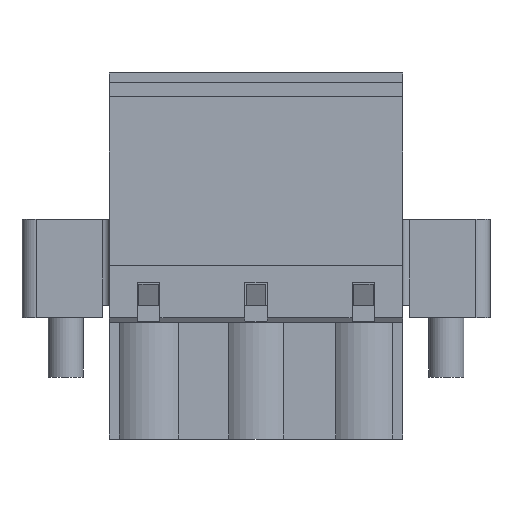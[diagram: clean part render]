
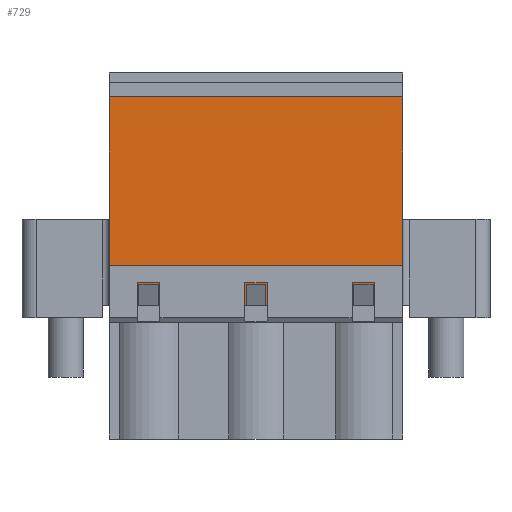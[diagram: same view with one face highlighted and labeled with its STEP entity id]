
A CAD part, front view. The second image highlights one B-rep face of the part: STEP entity #729.
In plain terms, the highlighted planar face has unit normal (0, -1, 0).
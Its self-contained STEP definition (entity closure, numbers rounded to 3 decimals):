
#729 = ADVANCED_FACE( '', ( #1744 ), #1745, .T. );
#1744 = FACE_OUTER_BOUND( '', #3177, .T. );
#1745 = PLANE( '', #3178 );
#3177 = EDGE_LOOP( '', ( #4802, #4803, #4804, #4805, #4806, #4807, #4808, #4809, #4810, #4811, #4812, #4813, #4814, #4815, #4816, #4817 ) );
#3178 = AXIS2_PLACEMENT_3D( '', #4818, #4819, #4820 );
#4802 = ORIENTED_EDGE( '', *, *, #8880, .T. );
#4803 = ORIENTED_EDGE( '', *, *, #8811, .T. );
#4804 = ORIENTED_EDGE( '', *, *, #8881, .F. );
#4805 = ORIENTED_EDGE( '', *, *, #8882, .T. );
#4806 = ORIENTED_EDGE( '', *, *, #8883, .F. );
#4807 = ORIENTED_EDGE( '', *, *, #8884, .F. );
#4808 = ORIENTED_EDGE( '', *, *, #8885, .F. );
#4809 = ORIENTED_EDGE( '', *, *, #8886, .T. );
#4810 = ORIENTED_EDGE( '', *, *, #8887, .T. );
#4811 = ORIENTED_EDGE( '', *, *, #8888, .F. );
#4812 = ORIENTED_EDGE( '', *, *, #8889, .F. );
#4813 = ORIENTED_EDGE( '', *, *, #8890, .F. );
#4814 = ORIENTED_EDGE( '', *, *, #8891, .T. );
#4815 = ORIENTED_EDGE( '', *, *, #8892, .T. );
#4816 = ORIENTED_EDGE( '', *, *, #8893, .F. );
#4817 = ORIENTED_EDGE( '', *, *, #8894, .F. );
#4818 = CARTESIAN_POINT( '', ( 20.84, 0., 0. ) );
#4819 = DIRECTION( '', ( 0., -1., 0. ) );
#4820 = DIRECTION( '', ( 0., 0., -1. ) );
#8811 = EDGE_CURVE( '', #10572, #10573, #10574, .T. );
#8880 = EDGE_CURVE( '', #10696, #10572, #10697, .T. );
#8881 = EDGE_CURVE( '', #10698, #10573, #10699, .T. );
#8882 = EDGE_CURVE( '', #10698, #10700, #10701, .T. );
#8883 = EDGE_CURVE( '', #10702, #10700, #10703, .T. );
#8884 = EDGE_CURVE( '', #10704, #10702, #10705, .T. );
#8885 = EDGE_CURVE( '', #10706, #10704, #10707, .T. );
#8886 = EDGE_CURVE( '', #10706, #10708, #10709, .T. );
#8887 = EDGE_CURVE( '', #10708, #10710, #10711, .T. );
#8888 = EDGE_CURVE( '', #10712, #10710, #10713, .T. );
#8889 = EDGE_CURVE( '', #10714, #10712, #10715, .T. );
#8890 = EDGE_CURVE( '', #10716, #10714, #10717, .T. );
#8891 = EDGE_CURVE( '', #10716, #10718, #10719, .T. );
#8892 = EDGE_CURVE( '', #10718, #10720, #10721, .T. );
#8893 = EDGE_CURVE( '', #10722, #10720, #10723, .T. );
#8894 = EDGE_CURVE( '', #10696, #10722, #10724, .T. );
#10572 = VERTEX_POINT( '', #13124 );
#10573 = VERTEX_POINT( '', #13125 );
#10574 = LINE( '', #13126, #13127 );
#10696 = VERTEX_POINT( '', #13310 );
#10697 = LINE( '', #13311, #13312 );
#10698 = VERTEX_POINT( '', #13313 );
#10699 = LINE( '', #13314, #13315 );
#10700 = VERTEX_POINT( '', #13316 );
#10701 = LINE( '', #13317, #13318 );
#10702 = VERTEX_POINT( '', #13319 );
#10703 = LINE( '', #13320, #13321 );
#10704 = VERTEX_POINT( '', #13322 );
#10705 = LINE( '', #13323, #13324 );
#10706 = VERTEX_POINT( '', #13325 );
#10707 = LINE( '', #13326, #13327 );
#10708 = VERTEX_POINT( '', #13328 );
#10709 = LINE( '', #13329, #13330 );
#10710 = VERTEX_POINT( '', #13331 );
#10711 = LINE( '', #13332, #13333 );
#10712 = VERTEX_POINT( '', #13334 );
#10713 = LINE( '', #13335, #13336 );
#10714 = VERTEX_POINT( '', #13337 );
#10715 = LINE( '', #13338, #13339 );
#10716 = VERTEX_POINT( '', #13340 );
#10717 = LINE( '', #13341, #13342 );
#10718 = VERTEX_POINT( '', #13343 );
#10719 = LINE( '', #13344, #13345 );
#10720 = VERTEX_POINT( '', #13346 );
#10721 = LINE( '', #13347, #13348 );
#10722 = VERTEX_POINT( '', #13349 );
#10723 = LINE( '', #13350, #13351 );
#10724 = LINE( '', #13352, #13353 );
#13124 = CARTESIAN_POINT( '', ( 11.12, 0., 2.4 ) );
#13125 = CARTESIAN_POINT( '', ( 11.12, 0., 0.9 ) );
#13126 = CARTESIAN_POINT( '', ( 11.12, 0., 2.4 ) );
#13127 = VECTOR( '', #16452, 1000. );
#13310 = CARTESIAN_POINT( '', ( 9.72, 0., 2.4 ) );
#13311 = CARTESIAN_POINT( '', ( 9.72, 0., 2.4 ) );
#13312 = VECTOR( '', #16510, 1000. );
#13313 = CARTESIAN_POINT( '', ( 17.34, 0., 0.9 ) );
#13314 = CARTESIAN_POINT( '', ( 21.34, 0., 0.9 ) );
#13315 = VECTOR( '', #16511, 1000. );
#13316 = CARTESIAN_POINT( '', ( 17.34, 0., 2.4 ) );
#13317 = CARTESIAN_POINT( '', ( 17.34, 0., 0.9 ) );
#13318 = VECTOR( '', #16512, 1000. );
#13319 = CARTESIAN_POINT( '', ( 18.74, 0., 2.4 ) );
#13320 = CARTESIAN_POINT( '', ( 18.74, 0., 2.4 ) );
#13321 = VECTOR( '', #16513, 1000. );
#13322 = CARTESIAN_POINT( '', ( 18.74, 0., 0.9 ) );
#13323 = CARTESIAN_POINT( '', ( 18.74, 0., 0.9 ) );
#13324 = VECTOR( '', #16514, 1000. );
#13325 = CARTESIAN_POINT( '', ( 20.84, 0., 0.9 ) );
#13326 = CARTESIAN_POINT( '', ( 21.34, 0., 0.9 ) );
#13327 = VECTOR( '', #16515, 1000. );
#13328 = CARTESIAN_POINT( '', ( 20.84, 0., 15.7 ) );
#13329 = CARTESIAN_POINT( '', ( 20.84, 0., 0. ) );
#13330 = VECTOR( '', #16516, 1000. );
#13331 = CARTESIAN_POINT( '', ( 0., 0., 15.7 ) );
#13332 = CARTESIAN_POINT( '', ( 20.84, 0., 15.7 ) );
#13333 = VECTOR( '', #16517, 1000. );
#13334 = CARTESIAN_POINT( '', ( 0., 0., 0.9 ) );
#13335 = CARTESIAN_POINT( '', ( 0., 0., 0. ) );
#13336 = VECTOR( '', #16518, 1000. );
#13337 = CARTESIAN_POINT( '', ( 2.1, 0., 0.9 ) );
#13338 = CARTESIAN_POINT( '', ( 21.34, 0., 0.9 ) );
#13339 = VECTOR( '', #16519, 1000. );
#13340 = CARTESIAN_POINT( '', ( 2.1, 0., 2.4 ) );
#13341 = CARTESIAN_POINT( '', ( 2.1, 0., 2.4 ) );
#13342 = VECTOR( '', #16520, 1000. );
#13343 = CARTESIAN_POINT( '', ( 3.5, 0., 2.4 ) );
#13344 = CARTESIAN_POINT( '', ( 2.1, 0., 2.4 ) );
#13345 = VECTOR( '', #16521, 1000. );
#13346 = CARTESIAN_POINT( '', ( 3.5, 0., 0.9 ) );
#13347 = CARTESIAN_POINT( '', ( 3.5, 0., 2.4 ) );
#13348 = VECTOR( '', #16522, 1000. );
#13349 = CARTESIAN_POINT( '', ( 9.72, 0., 0.9 ) );
#13350 = CARTESIAN_POINT( '', ( 21.34, 0., 0.9 ) );
#13351 = VECTOR( '', #16523, 1000. );
#13352 = CARTESIAN_POINT( '', ( 9.72, 0., 2.4 ) );
#13353 = VECTOR( '', #16524, 1000. );
#16452 = DIRECTION( '', ( 0., 0., -1. ) );
#16510 = DIRECTION( '', ( 1., 0., 0. ) );
#16511 = DIRECTION( '', ( -1., 0., 0. ) );
#16512 = DIRECTION( '', ( 0., 0., 1. ) );
#16513 = DIRECTION( '', ( -1., 0., 0. ) );
#16514 = DIRECTION( '', ( 0., 0., 1. ) );
#16515 = DIRECTION( '', ( -1., 0., 0. ) );
#16516 = DIRECTION( '', ( 0., 0., 1. ) );
#16517 = DIRECTION( '', ( -1., 0., 0. ) );
#16518 = DIRECTION( '', ( 0., 0., 1. ) );
#16519 = DIRECTION( '', ( -1., 0., 0. ) );
#16520 = DIRECTION( '', ( 0., 0., -1. ) );
#16521 = DIRECTION( '', ( 1., 0., 0. ) );
#16522 = DIRECTION( '', ( 0., 0., -1. ) );
#16523 = DIRECTION( '', ( -1., 0., 0. ) );
#16524 = DIRECTION( '', ( 0., 0., -1. ) );
